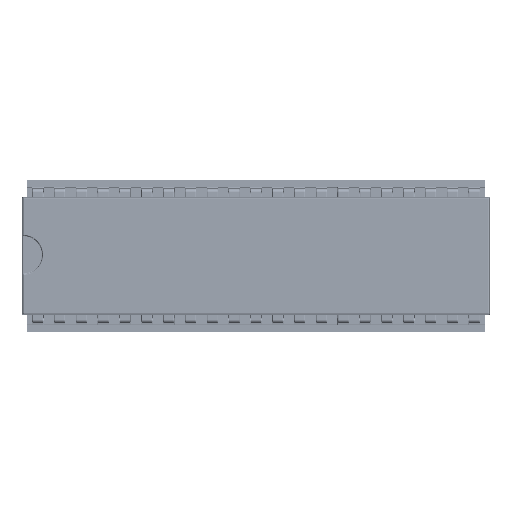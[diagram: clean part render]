
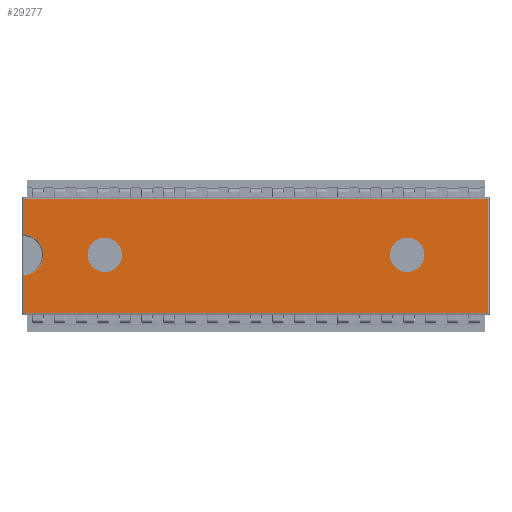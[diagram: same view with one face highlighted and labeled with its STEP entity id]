
A CAD part, top view. The second image highlights one B-rep face of the part: STEP entity #29277.
In plain terms, the highlighted planar face has unit normal (0, 0, 1).
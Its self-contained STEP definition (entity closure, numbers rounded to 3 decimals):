
#568=FACE_BOUND('',#4876,.T.);
#569=FACE_BOUND('',#4877,.T.);
#1763=PLANE('',#31409);
#3339=FACE_OUTER_BOUND('',#4875,.T.);
#4875=EDGE_LOOP('',(#26341,#26342,#26343,#26344,#26345,#26346));
#4876=EDGE_LOOP('',(#26347));
#4877=EDGE_LOOP('',(#26348));
#8168=LINE('',#50340,#11455);
#8169=LINE('',#50344,#11456);
#8170=LINE('',#50346,#11457);
#8171=LINE('',#50348,#11458);
#8172=LINE('',#50349,#11459);
#11455=VECTOR('',#38667,10.);
#11456=VECTOR('',#38672,10.);
#11457=VECTOR('',#38673,10.);
#11458=VECTOR('',#38674,10.);
#11459=VECTOR('',#38675,10.);
#12053=CIRCLE('',#31399,2.35);
#12058=CIRCLE('',#31410,2.);
#12059=CIRCLE('',#31411,2.);
#14763=VERTEX_POINT('',#50296);
#14764=VERTEX_POINT('',#50298);
#14770=VERTEX_POINT('',#50339);
#14771=VERTEX_POINT('',#50343);
#14772=VERTEX_POINT('',#50345);
#14773=VERTEX_POINT('',#50347);
#14774=VERTEX_POINT('',#50350);
#14775=VERTEX_POINT('',#50352);
#18832=EDGE_CURVE('',#14764,#14763,#12053,.T.);
#18842=EDGE_CURVE('',#14763,#14770,#8168,.T.);
#18844=EDGE_CURVE('',#14771,#14764,#8169,.T.);
#18845=EDGE_CURVE('',#14772,#14771,#8170,.T.);
#18846=EDGE_CURVE('',#14773,#14772,#8171,.T.);
#18847=EDGE_CURVE('',#14770,#14773,#8172,.T.);
#18848=EDGE_CURVE('',#14774,#14774,#12058,.T.);
#18849=EDGE_CURVE('',#14775,#14775,#12059,.T.);
#26341=ORIENTED_EDGE('',*,*,#18832,.F.);
#26342=ORIENTED_EDGE('',*,*,#18844,.F.);
#26343=ORIENTED_EDGE('',*,*,#18845,.F.);
#26344=ORIENTED_EDGE('',*,*,#18846,.F.);
#26345=ORIENTED_EDGE('',*,*,#18847,.F.);
#26346=ORIENTED_EDGE('',*,*,#18842,.F.);
#26347=ORIENTED_EDGE('',*,*,#18848,.T.);
#26348=ORIENTED_EDGE('',*,*,#18849,.T.);
#29277=ADVANCED_FACE('',(#3339,#568,#569),#1763,.T.);
#31399=AXIS2_PLACEMENT_3D('',#50300,#38644,#38645);
#31409=AXIS2_PLACEMENT_3D('',#50342,#38670,#38671);
#31410=AXIS2_PLACEMENT_3D('',#50351,#38676,#38677);
#31411=AXIS2_PLACEMENT_3D('',#50353,#38678,#38679);
#38644=DIRECTION('center_axis',(0.,0.,1.));
#38645=DIRECTION('ref_axis',(1.,0.,0.));
#38667=DIRECTION('',(0.,1.,0.));
#38670=DIRECTION('center_axis',(0.,0.,1.));
#38671=DIRECTION('ref_axis',(1.,0.,0.));
#38672=DIRECTION('',(0.,1.,0.));
#38673=DIRECTION('',(-1.,0.,0.));
#38674=DIRECTION('',(0.,-1.,0.));
#38675=DIRECTION('',(1.,0.,0.));
#38676=DIRECTION('center_axis',(0.,0.,-1.));
#38677=DIRECTION('ref_axis',(-1.,0.,0.));
#38678=DIRECTION('center_axis',(0.,0.,-1.));
#38679=DIRECTION('ref_axis',(-1.,0.,0.));
#50296=CARTESIAN_POINT('',(-0.772,10.383,3.85));
#50298=CARTESIAN_POINT('',(-0.772,5.686,3.85));
#50300=CARTESIAN_POINT('Origin',(-0.865,8.035,3.85));
#50339=CARTESIAN_POINT('',(-0.772,14.572,3.85));
#50340=CARTESIAN_POINT('',(-0.772,9.625,3.85));
#50342=CARTESIAN_POINT('Origin',(26.235,7.9,3.85));
#50343=CARTESIAN_POINT('',(-0.772,1.228,3.85));
#50344=CARTESIAN_POINT('',(-0.772,9.625,3.85));
#50345=CARTESIAN_POINT('',(53.242,1.228,3.85));
#50346=CARTESIAN_POINT('',(19.426,1.228,3.85));
#50347=CARTESIAN_POINT('',(53.242,14.572,3.85));
#50348=CARTESIAN_POINT('',(53.242,6.175,3.85));
#50349=CARTESIAN_POINT('',(33.044,14.572,3.85));
#50350=CARTESIAN_POINT('',(45.835,8.035,3.85));
#50351=CARTESIAN_POINT('Origin',(43.835,8.035,3.85));
#50352=CARTESIAN_POINT('',(10.635,8.035,3.85));
#50353=CARTESIAN_POINT('Origin',(8.635,8.035,3.85));
